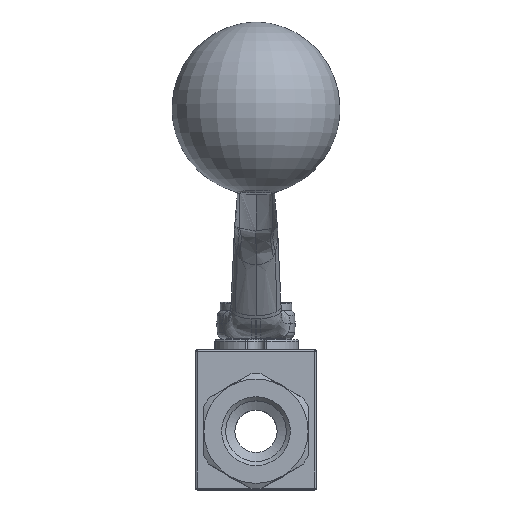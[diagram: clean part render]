
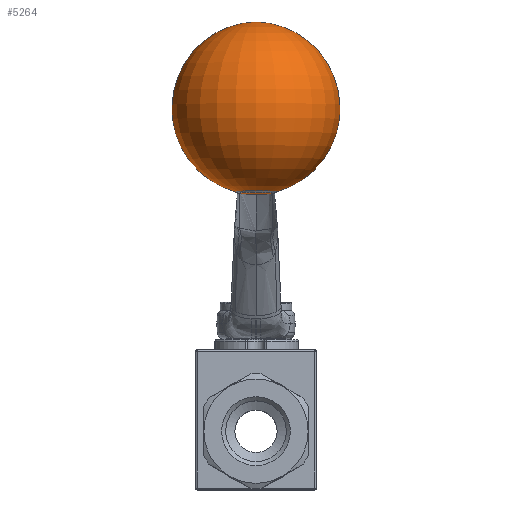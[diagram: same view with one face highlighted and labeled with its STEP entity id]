
A CAD part, top view. The second image highlights one B-rep face of the part: STEP entity #5264.
In plain terms, the highlighted toroidal (fillet/blend) face has major radius 0.526 mm and minor radius 26.5 mm.
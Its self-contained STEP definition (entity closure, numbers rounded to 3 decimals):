
#111=VERTEX_LOOP('',#3367);
#113=DEGENERATE_TOROIDAL_SURFACE('',#7790,0.526,26.5,
 .T.);
#239=B_SPLINE_CURVE_WITH_KNOTS('',3,(#12904,#12905,#12906,#12907,#12908,
#12909,#12910,#12911,#12912,#12913,#12914,#12915,#12916,#12917,#12918,#12919,
#12920),.UNSPECIFIED.,.F.,.F.,(4,1,1,1,1,1,1,1,1,1,1,1,1,1,4),(0.,0.125,
0.188,0.25,0.313,0.375,0.438,0.5,0.563,0.625,0.688,0.75,0.813,0.875,
1.),.UNSPECIFIED.);
#281=B_SPLINE_CURVE_WITH_KNOTS('',3,(#16006,#16007,#16008,#16009,#16010,
#16011,#16012,#16013,#16014,#16015,#16016,#16017,#16018,#16019,#16020,#16021,
#16022),.UNSPECIFIED.,.F.,.F.,(4,1,1,1,1,1,1,1,1,1,1,1,1,1,4),(0.,0.125,
0.188,0.25,0.313,0.375,0.438,0.5,0.563,0.625,0.688,0.75,0.813,0.875,
1.),.UNSPECIFIED.);
#610=CIRCLE('',#7791,5.736);
#1257=ORIENTED_EDGE('',*,*,#2610,.T.);
#1258=ORIENTED_EDGE('',*,*,#2658,.F.);
#1259=ORIENTED_EDGE('',*,*,#2657,.F.);
#2610=EDGE_CURVE('',#3336,#3308,#239,.T.);
#2657=EDGE_CURVE('',#3336,#3346,#281,.F.);
#2658=EDGE_CURVE('',#3346,#3308,#610,.T.);
#3308=VERTEX_POINT('',#11320);
#3336=VERTEX_POINT('',#12921);
#3346=VERTEX_POINT('',#14131);
#3367=VERTEX_POINT('',#16024);
#4303=EDGE_LOOP('',(#1257,#1258,#1259));
#4738=FACE_BOUND('',#111,.T.);
#4739=FACE_BOUND('',#4303,.T.);
#5264=ADVANCED_FACE('',(#4738,#4739),#113,.T.);
#7790=AXIS2_PLACEMENT_3D('',#16023,#8599,#8600);
#7791=AXIS2_PLACEMENT_3D('',#16025,#8601,#8602);
#8599=DIRECTION('',(0.,1.,-0.017));
#8600=DIRECTION('',(0.,0.017,1.));
#8601=DIRECTION('',(0.,1.,-0.017));
#8602=DIRECTION('',(0.,-0.017,-1.));
#11320=CARTESIAN_POINT('',(3.771,71.877,99.125));
#12904=CARTESIAN_POINT('',(-0.56,71.415,101.505));
#12905=CARTESIAN_POINT('',(-0.343,71.415,101.505));
#12906=CARTESIAN_POINT('',(-0.001,71.419,101.471));
#12907=CARTESIAN_POINT('',(0.37,71.428,101.393));
#12908=CARTESIAN_POINT('',(0.723,71.441,101.291));
#12909=CARTESIAN_POINT('',(0.974,71.454,101.201));
#12910=CARTESIAN_POINT('',(1.321,71.477,101.053));
#12911=CARTESIAN_POINT('',(1.554,71.496,100.937));
#12912=CARTESIAN_POINT('',(1.883,71.528,100.753));
#12913=CARTESIAN_POINT('',(2.084,71.551,100.625));
#12914=CARTESIAN_POINT('',(2.344,71.585,100.449));
#12915=CARTESIAN_POINT('',(2.598,71.622,100.26));
#12916=CARTESIAN_POINT('',(2.905,71.675,100.006));
#12917=CARTESIAN_POINT('',(3.087,71.711,99.842));
#12918=CARTESIAN_POINT('',(3.388,71.775,99.553));
#12919=CARTESIAN_POINT('',(3.615,71.833,99.308));
#12920=CARTESIAN_POINT('',(3.771,71.877,99.125));
#12921=CARTESIAN_POINT('',(-0.56,71.415,101.505));
#14131=CARTESIAN_POINT('',(-4.892,71.877,99.125));
#16006=CARTESIAN_POINT('',(-4.892,71.877,99.125));
#16007=CARTESIAN_POINT('',(-4.736,71.833,99.308));
#16008=CARTESIAN_POINT('',(-4.509,71.775,99.553));
#16009=CARTESIAN_POINT('',(-4.207,71.711,99.842));
#16010=CARTESIAN_POINT('',(-4.026,71.675,100.006));
#16011=CARTESIAN_POINT('',(-3.719,71.622,100.26));
#16012=CARTESIAN_POINT('',(-3.464,71.585,100.449));
#16013=CARTESIAN_POINT('',(-3.205,71.551,100.625));
#16014=CARTESIAN_POINT('',(-3.003,71.528,100.753));
#16015=CARTESIAN_POINT('',(-2.674,71.496,100.937));
#16016=CARTESIAN_POINT('',(-2.441,71.477,101.053));
#16017=CARTESIAN_POINT('',(-2.095,71.454,101.201));
#16018=CARTESIAN_POINT('',(-1.844,71.441,101.291));
#16019=CARTESIAN_POINT('',(-1.491,71.428,101.393));
#16020=CARTESIAN_POINT('',(-1.12,71.419,101.471));
#16021=CARTESIAN_POINT('',(-0.778,71.415,101.505));
#16022=CARTESIAN_POINT('',(-0.56,71.415,101.505));
#16023=CARTESIAN_POINT('',(-0.56,97.922,102.43));
#16024=CARTESIAN_POINT('',(-0.56,71.431,102.893));
#16025=CARTESIAN_POINT('',(-0.56,71.943,102.884));
